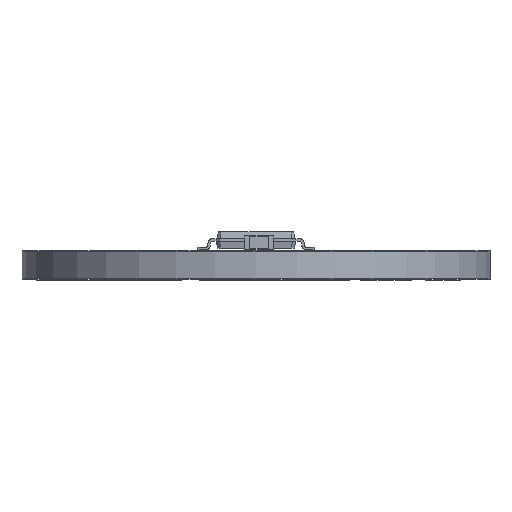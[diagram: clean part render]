
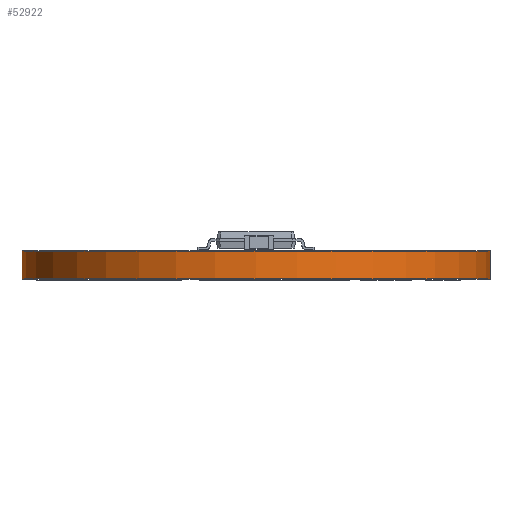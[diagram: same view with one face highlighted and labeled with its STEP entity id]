
A CAD part, front view. The second image highlights one B-rep face of the part: STEP entity #52922.
In plain terms, the highlighted cylindrical face has radius 12.9 mm (diameter 25.8 mm), a full revolution.
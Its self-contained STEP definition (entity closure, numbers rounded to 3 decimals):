
#52922 = ADVANCED_FACE('',(#52923),#52950,.T.);
#52923 = FACE_BOUND('',#52924,.F.);
#52924 = EDGE_LOOP('',(#52925,#52935,#52942,#52943));
#52925 = ORIENTED_EDGE('',*,*,#52926,.T.);
#52926 = EDGE_CURVE('',#52927,#52929,#52931,.T.);
#52927 = VERTEX_POINT('',#52928);
#52928 = CARTESIAN_POINT('',(62.9,-50.,0.));
#52929 = VERTEX_POINT('',#52930);
#52930 = CARTESIAN_POINT('',(62.9,-50.,1.51));
#52931 = LINE('',#52932,#52933);
#52932 = CARTESIAN_POINT('',(62.9,-50.,0.));
#52933 = VECTOR('',#52934,1.);
#52934 = DIRECTION('',(0.,0.,1.));
#52935 = ORIENTED_EDGE('',*,*,#52936,.T.);
#52936 = EDGE_CURVE('',#52929,#52929,#52937,.T.);
#52937 = CIRCLE('',#52938,12.9);
#52938 = AXIS2_PLACEMENT_3D('',#52939,#52940,#52941);
#52939 = CARTESIAN_POINT('',(50.,-50.,1.51));
#52940 = DIRECTION('',(0.,0.,1.));
#52941 = DIRECTION('',(1.,0.,-0.));
#52942 = ORIENTED_EDGE('',*,*,#52926,.F.);
#52943 = ORIENTED_EDGE('',*,*,#52944,.F.);
#52944 = EDGE_CURVE('',#52927,#52927,#52945,.T.);
#52945 = CIRCLE('',#52946,12.9);
#52946 = AXIS2_PLACEMENT_3D('',#52947,#52948,#52949);
#52947 = CARTESIAN_POINT('',(50.,-50.,0.));
#52948 = DIRECTION('',(0.,0.,1.));
#52949 = DIRECTION('',(1.,0.,-0.));
#52950 = CYLINDRICAL_SURFACE('',#52951,12.9);
#52951 = AXIS2_PLACEMENT_3D('',#52952,#52953,#52954);
#52952 = CARTESIAN_POINT('',(50.,-50.,0.));
#52953 = DIRECTION('',(-0.,-0.,-1.));
#52954 = DIRECTION('',(1.,0.,-0.));
